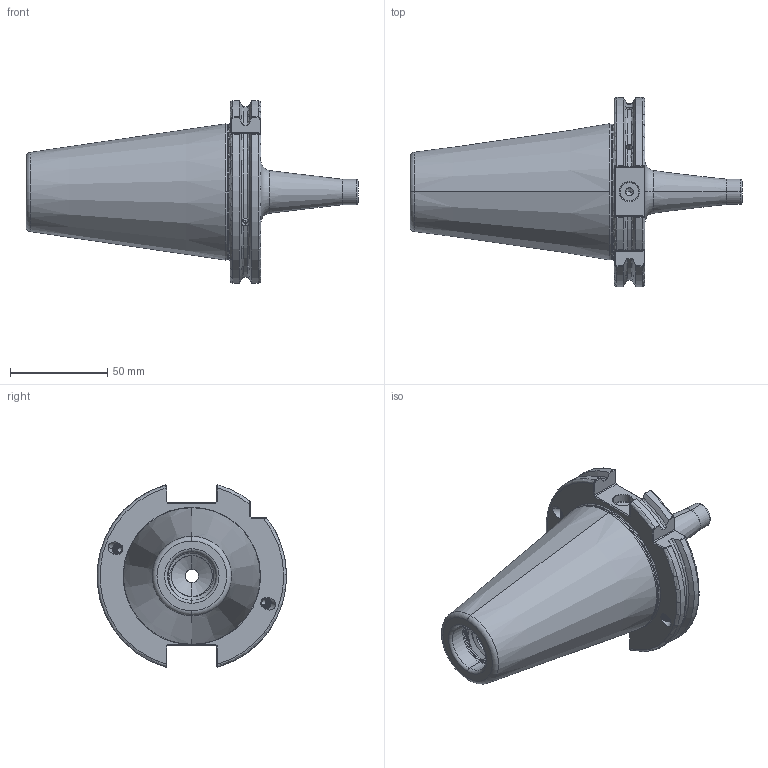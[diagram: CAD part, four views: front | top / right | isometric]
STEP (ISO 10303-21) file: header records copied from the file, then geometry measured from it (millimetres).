
FILE_DESCRIPTION (( 'STEP AP203' ), '1' );
FILE_NAME ('503.06.08.1.STEP', '2016-07-25T03:30:58', ( '' ), ( '' ), 'SwSTEP 2.0', 'SolidWorks 2012', '' );
FILE_SCHEMA (( 'CONFIG_CONTROL_DESIGN' ));
Length unit declared in the file: millimetre
Products named in the file (1): 503.06.08.1
Bounding box: 170.75 x 97.33 x 93.81 mm (x, y, z)
Volume: 328458.7 mm3; surface area: 50524.5 mm2
Topology: 1 solids, 1 shells, 292 faces, 778 edges, 479 vertices
Faces by surface type: cylinder 132, plane 60, torus 38, cone 34, bspline 28
Entity records: 20979 total; most frequent: CARTESIAN_POINT 14510, ORIENTED_EDGE 1528, DIRECTION 1115, EDGE_CURVE 764, VERTEX_POINT 479, AXIS2_PLACEMENT_3D 435, EDGE_LOOP 307, FACE_OUTER_BOUND 292
